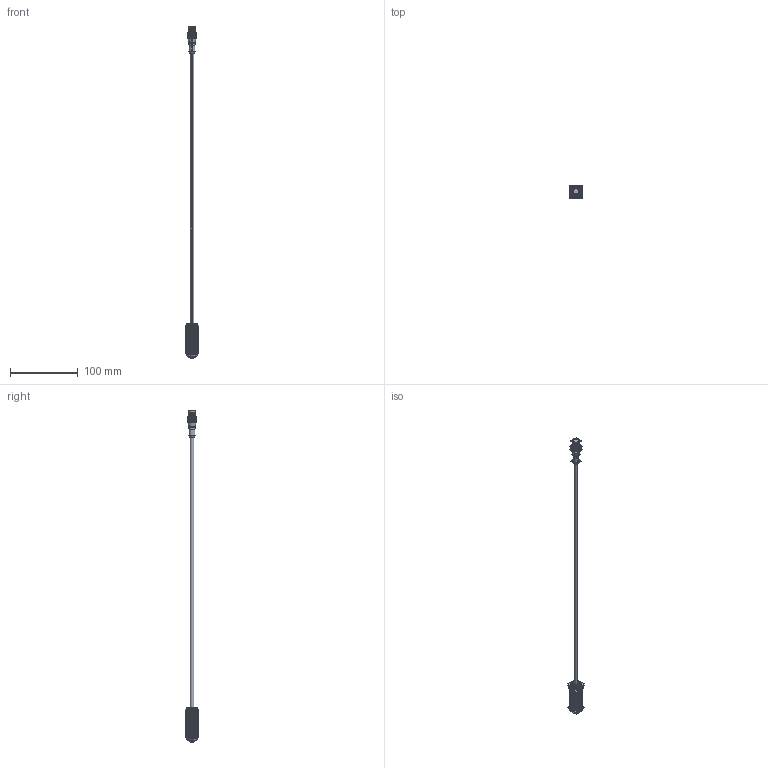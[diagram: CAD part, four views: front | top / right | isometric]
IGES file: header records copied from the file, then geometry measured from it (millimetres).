
Start section:  PTC IGES file: 187625.igs
Global section: file name: 187625.igs; native system: Creo Parametric by PTC Inc.; preprocessor: 2016260; author: pdmadmin; organization: Unknown; date: 20170405.093335; units: millimetre
Bounding box: 19.71 x 19.71 x 490.54 mm (x, y, z)
Volume: 18063.6 mm3; surface area: 301138.6 mm2
Topology: 14 solids, 14 shells, 4950 faces, 22870 edges, 27733 vertices
Faces by surface type: bspline 3308, revolution 1642
